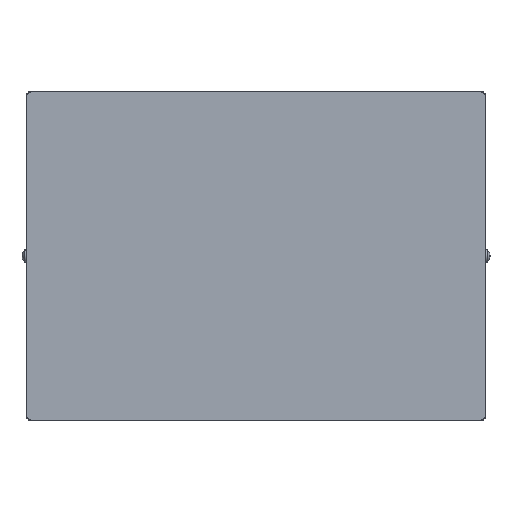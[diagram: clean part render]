
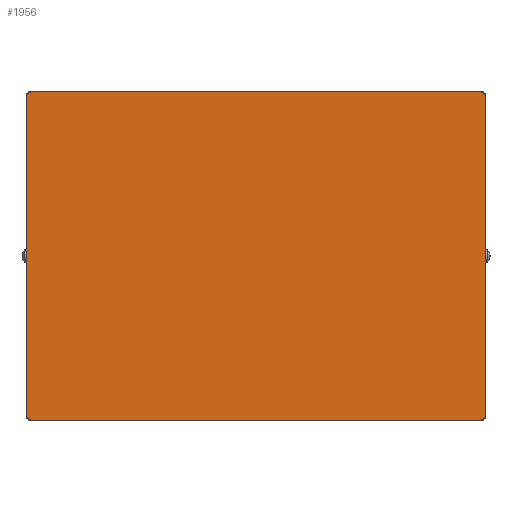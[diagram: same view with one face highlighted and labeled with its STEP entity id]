
A CAD part, top view. The second image highlights one B-rep face of the part: STEP entity #1956.
In plain terms, the highlighted planar face has unit normal (0, 0, 1).
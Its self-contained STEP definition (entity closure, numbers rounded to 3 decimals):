
#42=CARTESIAN_POINT('Vertex',(159.2,-113.4,30.)) ;
#49=CARTESIAN_POINT('Vertex',(159.2,-112.4,30.)) ;
#52=CARTESIAN_POINT('Line Origine',(159.2,-112.9,30.)) ;
#76=CARTESIAN_POINT('Line Origine',(160.,0.,30.)) ;
#80=CARTESIAN_POINT('Vertex',(160.,112.4,30.)) ;
#82=CARTESIAN_POINT('Vertex',(160.,-112.4,30.)) ;
#189=CARTESIAN_POINT('Vertex',(158.4,114.2,30.)) ;
#196=CARTESIAN_POINT('Vertex',(157.4,114.2,30.)) ;
#199=CARTESIAN_POINT('Line Origine',(157.9,114.2,30.)) ;
#222=CARTESIAN_POINT('Vertex',(-159.2,-112.4,30.)) ;
#225=CARTESIAN_POINT('Line Origine',(-159.2,-112.4,30.)) ;
#229=CARTESIAN_POINT('Vertex',(-160.,-112.4,30.)) ;
#257=CARTESIAN_POINT('Line Origine',(-160.,0.,30.)) ;
#261=CARTESIAN_POINT('Vertex',(-160.,112.4,30.)) ;
#324=CARTESIAN_POINT('Vertex',(-158.4,114.2,30.)) ;
#327=CARTESIAN_POINT('Line Origine',(-157.9,114.2,30.)) ;
#331=CARTESIAN_POINT('Vertex',(-157.4,114.2,30.)) ;
#351=CARTESIAN_POINT('Line Origine',(-157.4,114.2,30.)) ;
#355=CARTESIAN_POINT('Vertex',(-157.4,115.,30.)) ;
#1439=CARTESIAN_POINT('Line Origine',(0.,115.,30.)) ;
#1443=CARTESIAN_POINT('Vertex',(157.4,115.,30.)) ;
#1502=CARTESIAN_POINT('Vertex',(-159.2,112.4,30.)) ;
#1507=CARTESIAN_POINT('Line Origine',(-159.2,112.9,30.)) ;
#1511=CARTESIAN_POINT('Vertex',(-159.2,113.4,30.)) ;
#1536=CARTESIAN_POINT('Line Origine',(-159.2,112.4,30.)) ;
#1549=CARTESIAN_POINT('Line Origine',(-159.2,-112.9,30.)) ;
#1553=CARTESIAN_POINT('Vertex',(-159.2,-113.4,30.)) ;
#1572=CARTESIAN_POINT('Vertex',(-157.4,-114.2,30.)) ;
#1577=CARTESIAN_POINT('Line Origine',(-157.9,-114.2,30.)) ;
#1581=CARTESIAN_POINT('Vertex',(-158.4,-114.2,30.)) ;
#1612=CARTESIAN_POINT('Vertex',(-157.4,-115.,30.)) ;
#1615=CARTESIAN_POINT('Line Origine',(-157.4,-114.2,30.)) ;
#1674=CARTESIAN_POINT('Vertex',(157.4,-115.,30.)) ;
#1679=CARTESIAN_POINT('Line Origine',(0.,-115.,30.)) ;
#1735=CARTESIAN_POINT('Vertex',(157.4,-114.2,30.)) ;
#1738=CARTESIAN_POINT('Line Origine',(157.4,-114.2,30.)) ;
#1766=CARTESIAN_POINT('Line Origine',(157.4,114.2,30.)) ;
#1785=CARTESIAN_POINT('Vertex',(159.2,113.4,30.)) ;
#1788=CARTESIAN_POINT('Line Origine',(159.2,112.9,30.)) ;
#1792=CARTESIAN_POINT('Vertex',(159.2,112.4,30.)) ;
#1825=CARTESIAN_POINT('Line Origine',(159.2,112.4,30.)) ;
#1853=CARTESIAN_POINT('Line Origine',(159.2,-112.4,30.)) ;
#1866=CARTESIAN_POINT('Axis2P3D Location',(-160.,0.,30.)) ;
#1871=CARTESIAN_POINT('Line Origine',(158.8,113.4,30.)) ;
#1875=CARTESIAN_POINT('Vertex',(158.4,113.4,30.)) ;
#1878=CARTESIAN_POINT('Line Origine',(158.4,113.8,30.)) ;
#1883=CARTESIAN_POINT('Line Origine',(-158.4,113.8,30.)) ;
#1887=CARTESIAN_POINT('Vertex',(-158.4,113.4,30.)) ;
#1890=CARTESIAN_POINT('Line Origine',(-158.8,113.4,30.)) ;
#1895=CARTESIAN_POINT('Line Origine',(-158.8,-113.4,30.)) ;
#1899=CARTESIAN_POINT('Vertex',(-158.4,-113.4,30.)) ;
#1902=CARTESIAN_POINT('Line Origine',(-158.4,-113.8,30.)) ;
#1907=CARTESIAN_POINT('Line Origine',(157.9,-114.2,30.)) ;
#1911=CARTESIAN_POINT('Vertex',(158.4,-114.2,30.)) ;
#1914=CARTESIAN_POINT('Line Origine',(158.4,-113.8,30.)) ;
#1918=CARTESIAN_POINT('Vertex',(158.4,-113.4,30.)) ;
#1921=CARTESIAN_POINT('Line Origine',(158.8,-113.4,30.)) ;
#54=VECTOR('Line Direction',#53,1.) ;
#78=VECTOR('Line Direction',#77,1.) ;
#201=VECTOR('Line Direction',#200,1.) ;
#227=VECTOR('Line Direction',#226,1.) ;
#259=VECTOR('Line Direction',#258,1.) ;
#329=VECTOR('Line Direction',#328,1.) ;
#353=VECTOR('Line Direction',#352,1.) ;
#1441=VECTOR('Line Direction',#1440,1.) ;
#1509=VECTOR('Line Direction',#1508,1.) ;
#1538=VECTOR('Line Direction',#1537,1.) ;
#1551=VECTOR('Line Direction',#1550,1.) ;
#1579=VECTOR('Line Direction',#1578,1.) ;
#1617=VECTOR('Line Direction',#1616,1.) ;
#1681=VECTOR('Line Direction',#1680,1.) ;
#1740=VECTOR('Line Direction',#1739,1.) ;
#1768=VECTOR('Line Direction',#1767,1.) ;
#1790=VECTOR('Line Direction',#1789,1.) ;
#1827=VECTOR('Line Direction',#1826,1.) ;
#1855=VECTOR('Line Direction',#1854,1.) ;
#1873=VECTOR('Line Direction',#1872,1.) ;
#1880=VECTOR('Line Direction',#1879,1.) ;
#1885=VECTOR('Line Direction',#1884,1.) ;
#1892=VECTOR('Line Direction',#1891,1.) ;
#1897=VECTOR('Line Direction',#1896,1.) ;
#1904=VECTOR('Line Direction',#1903,1.) ;
#1909=VECTOR('Line Direction',#1908,1.) ;
#1916=VECTOR('Line Direction',#1915,1.) ;
#1923=VECTOR('Line Direction',#1922,1.) ;
#53=DIRECTION('Vector Direction',(0.,1.,0.)) ;
#77=DIRECTION('Vector Direction',(0.,-1.,0.)) ;
#200=DIRECTION('Vector Direction',(-1.,0.,0.)) ;
#226=DIRECTION('Vector Direction',(1.,0.,0.)) ;
#258=DIRECTION('Vector Direction',(0.,-1.,0.)) ;
#328=DIRECTION('Vector Direction',(-1.,0.,0.)) ;
#352=DIRECTION('Vector Direction',(0.,-1.,0.)) ;
#1440=DIRECTION('Vector Direction',(1.,0.,0.)) ;
#1508=DIRECTION('Vector Direction',(0.,1.,0.)) ;
#1537=DIRECTION('Vector Direction',(1.,0.,0.)) ;
#1550=DIRECTION('Vector Direction',(0.,1.,0.)) ;
#1578=DIRECTION('Vector Direction',(-1.,0.,0.)) ;
#1616=DIRECTION('Vector Direction',(0.,-1.,0.)) ;
#1680=DIRECTION('Vector Direction',(1.,0.,0.)) ;
#1739=DIRECTION('Vector Direction',(0.,-1.,0.)) ;
#1767=DIRECTION('Vector Direction',(0.,-1.,0.)) ;
#1789=DIRECTION('Vector Direction',(0.,1.,0.)) ;
#1826=DIRECTION('Vector Direction',(1.,0.,0.)) ;
#1854=DIRECTION('Vector Direction',(1.,0.,0.)) ;
#1867=DIRECTION('Axis2P3D Direction',(0.,0.,-1.)) ;
#1868=DIRECTION('Axis2P3D XDirection',(1.,0.,0.)) ;
#1872=DIRECTION('Vector Direction',(1.,0.,0.)) ;
#1879=DIRECTION('Vector Direction',(0.,1.,0.)) ;
#1884=DIRECTION('Vector Direction',(0.,1.,0.)) ;
#1891=DIRECTION('Vector Direction',(1.,0.,0.)) ;
#1896=DIRECTION('Vector Direction',(-1.,0.,0.)) ;
#1903=DIRECTION('Vector Direction',(0.,1.,0.)) ;
#1908=DIRECTION('Vector Direction',(-1.,0.,0.)) ;
#1915=DIRECTION('Vector Direction',(0.,1.,0.)) ;
#1922=DIRECTION('Vector Direction',(-1.,0.,0.)) ;
#1869=AXIS2_PLACEMENT_3D('Plane Axis2P3D',#1866,#1867,#1868) ;
#55=LINE('Line',#52,#54) ;
#79=LINE('Line',#76,#78) ;
#202=LINE('Line',#199,#201) ;
#228=LINE('Line',#225,#227) ;
#260=LINE('Line',#257,#259) ;
#330=LINE('Line',#327,#329) ;
#354=LINE('Line',#351,#353) ;
#1442=LINE('Line',#1439,#1441) ;
#1510=LINE('Line',#1507,#1509) ;
#1539=LINE('Line',#1536,#1538) ;
#1552=LINE('Line',#1549,#1551) ;
#1580=LINE('Line',#1577,#1579) ;
#1618=LINE('Line',#1615,#1617) ;
#1682=LINE('Line',#1679,#1681) ;
#1741=LINE('Line',#1738,#1740) ;
#1769=LINE('Line',#1766,#1768) ;
#1791=LINE('Line',#1788,#1790) ;
#1828=LINE('Line',#1825,#1827) ;
#1856=LINE('Line',#1853,#1855) ;
#1874=LINE('Line',#1871,#1873) ;
#1881=LINE('Line',#1878,#1880) ;
#1886=LINE('Line',#1883,#1885) ;
#1893=LINE('Line',#1890,#1892) ;
#1898=LINE('Line',#1895,#1897) ;
#1905=LINE('Line',#1902,#1904) ;
#1910=LINE('Line',#1907,#1909) ;
#1917=LINE('Line',#1914,#1916) ;
#1924=LINE('Line',#1921,#1923) ;
#1870=PLANE('',#1869) ;
#56=EDGE_CURVE('',#43,#50,#55,.T.) ;
#84=EDGE_CURVE('',#81,#83,#79,.T.) ;
#203=EDGE_CURVE('',#190,#197,#202,.T.) ;
#231=EDGE_CURVE('',#230,#223,#228,.T.) ;
#263=EDGE_CURVE('',#262,#230,#260,.T.) ;
#333=EDGE_CURVE('',#332,#325,#330,.T.) ;
#357=EDGE_CURVE('',#356,#332,#354,.T.) ;
#1445=EDGE_CURVE('',#356,#1444,#1442,.T.) ;
#1513=EDGE_CURVE('',#1503,#1512,#1510,.T.) ;
#1540=EDGE_CURVE('',#262,#1503,#1539,.T.) ;
#1555=EDGE_CURVE('',#1554,#223,#1552,.T.) ;
#1583=EDGE_CURVE('',#1573,#1582,#1580,.T.) ;
#1619=EDGE_CURVE('',#1613,#1573,#1618,.F.) ;
#1683=EDGE_CURVE('',#1613,#1675,#1682,.T.) ;
#1742=EDGE_CURVE('',#1675,#1736,#1741,.F.) ;
#1770=EDGE_CURVE('',#1444,#197,#1769,.T.) ;
#1794=EDGE_CURVE('',#1793,#1786,#1791,.T.) ;
#1829=EDGE_CURVE('',#81,#1793,#1828,.F.) ;
#1857=EDGE_CURVE('',#83,#50,#1856,.F.) ;
#1877=EDGE_CURVE('',#1876,#1786,#1874,.T.) ;
#1882=EDGE_CURVE('',#1876,#190,#1881,.T.) ;
#1889=EDGE_CURVE('',#1888,#325,#1886,.T.) ;
#1894=EDGE_CURVE('',#1512,#1888,#1893,.T.) ;
#1901=EDGE_CURVE('',#1900,#1554,#1898,.T.) ;
#1906=EDGE_CURVE('',#1582,#1900,#1905,.T.) ;
#1913=EDGE_CURVE('',#1912,#1736,#1910,.T.) ;
#1920=EDGE_CURVE('',#1912,#1919,#1917,.T.) ;
#1925=EDGE_CURVE('',#43,#1919,#1924,.T.) ;
#1927=ORIENTED_EDGE('',*,*,#1877,.F.) ;
#1928=ORIENTED_EDGE('',*,*,#1882,.T.) ;
#1929=ORIENTED_EDGE('',*,*,#203,.T.) ;
#1930=ORIENTED_EDGE('',*,*,#1770,.F.) ;
#1931=ORIENTED_EDGE('',*,*,#1445,.F.) ;
#1932=ORIENTED_EDGE('',*,*,#357,.T.) ;
#1933=ORIENTED_EDGE('',*,*,#333,.T.) ;
#1934=ORIENTED_EDGE('',*,*,#1889,.F.) ;
#1935=ORIENTED_EDGE('',*,*,#1894,.F.) ;
#1936=ORIENTED_EDGE('',*,*,#1513,.F.) ;
#1937=ORIENTED_EDGE('',*,*,#1540,.F.) ;
#1938=ORIENTED_EDGE('',*,*,#263,.T.) ;
#1939=ORIENTED_EDGE('',*,*,#231,.T.) ;
#1940=ORIENTED_EDGE('',*,*,#1555,.F.) ;
#1941=ORIENTED_EDGE('',*,*,#1901,.F.) ;
#1942=ORIENTED_EDGE('',*,*,#1906,.F.) ;
#1943=ORIENTED_EDGE('',*,*,#1583,.F.) ;
#1944=ORIENTED_EDGE('',*,*,#1619,.F.) ;
#1945=ORIENTED_EDGE('',*,*,#1683,.T.) ;
#1946=ORIENTED_EDGE('',*,*,#1742,.T.) ;
#1947=ORIENTED_EDGE('',*,*,#1913,.F.) ;
#1948=ORIENTED_EDGE('',*,*,#1920,.T.) ;
#1949=ORIENTED_EDGE('',*,*,#1925,.F.) ;
#1950=ORIENTED_EDGE('',*,*,#56,.T.) ;
#1951=ORIENTED_EDGE('',*,*,#1857,.F.) ;
#1952=ORIENTED_EDGE('',*,*,#84,.F.) ;
#1953=ORIENTED_EDGE('',*,*,#1829,.T.) ;
#1954=ORIENTED_EDGE('',*,*,#1794,.T.) ;
#1926=EDGE_LOOP('',(#1927,#1928,#1929,#1930,#1931,#1932,#1933,#1934,#1935,#1936,#1937,#1938,#1939,#1940,#1941,#1942,#1943,#1944,#1945,#1946,#1947,#1948,#1949,#1950,#1951,#1952,#1953,#1954)) ;
#43=VERTEX_POINT('',#42) ;
#50=VERTEX_POINT('',#49) ;
#81=VERTEX_POINT('',#80) ;
#83=VERTEX_POINT('',#82) ;
#190=VERTEX_POINT('',#189) ;
#197=VERTEX_POINT('',#196) ;
#223=VERTEX_POINT('',#222) ;
#230=VERTEX_POINT('',#229) ;
#262=VERTEX_POINT('',#261) ;
#325=VERTEX_POINT('',#324) ;
#332=VERTEX_POINT('',#331) ;
#356=VERTEX_POINT('',#355) ;
#1444=VERTEX_POINT('',#1443) ;
#1503=VERTEX_POINT('',#1502) ;
#1512=VERTEX_POINT('',#1511) ;
#1554=VERTEX_POINT('',#1553) ;
#1573=VERTEX_POINT('',#1572) ;
#1582=VERTEX_POINT('',#1581) ;
#1613=VERTEX_POINT('',#1612) ;
#1675=VERTEX_POINT('',#1674) ;
#1736=VERTEX_POINT('',#1735) ;
#1786=VERTEX_POINT('',#1785) ;
#1793=VERTEX_POINT('',#1792) ;
#1876=VERTEX_POINT('',#1875) ;
#1888=VERTEX_POINT('',#1887) ;
#1900=VERTEX_POINT('',#1899) ;
#1912=VERTEX_POINT('',#1911) ;
#1919=VERTEX_POINT('',#1918) ;
#1956=ADVANCED_FACE('PartBody',(#1955),#1870,.F.) ;
#1955=FACE_OUTER_BOUND('',#1926,.T.) ;
